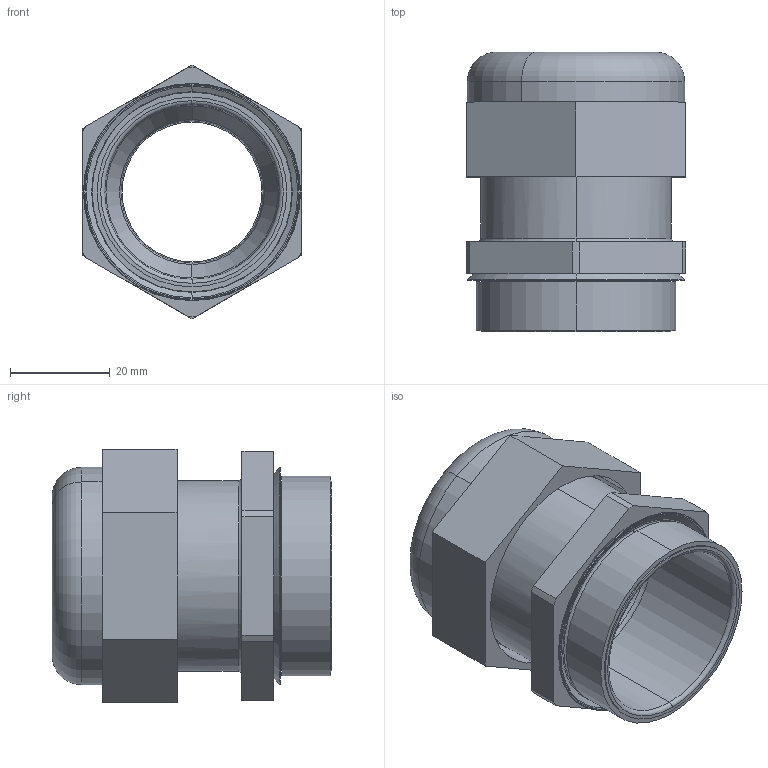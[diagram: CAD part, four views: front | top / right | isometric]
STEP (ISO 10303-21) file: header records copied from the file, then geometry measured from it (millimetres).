
FILE_DESCRIPTION (( 'STEP AP214' ), '1' );
FILE_NAME ('2022853.STP', '2018-01-03T14:43:39', ( '' ), ( '' ), 'SwSTEP 2.0', 'SolidWorks 2016', '' );
FILE_SCHEMA (( 'AUTOMOTIVE_DESIGN' ));
Length unit declared in the file: millimetre
Products named in the file (4): EV501_M40; 0006114_grafische Darstellung; 0006115_grafische Darstellung; 2022853
Assembly tree (3 placements, depth 2):
  2022853
    0006115_grafische Darstellung
    0006114_grafische Darstellung
    EV501_M40
Bounding box: 44 x 56 x 50.81 mm (x, y, z)
Volume: 29005.8 mm3; surface area: 25788 mm2
Topology: 3 solids, 3 shells, 363 faces, 975 edges, 625 vertices
Faces by surface type: plane 151, cylinder 96, torus 84, cone 32
Entity records: 12103 total; most frequent: CARTESIAN_POINT 3115, ORIENTED_EDGE 1950, DIRECTION 1810, EDGE_CURVE 975, AXIS2_PLACEMENT_3D 718, VERTEX_POINT 625, EDGE_LOOP 376, VECTOR 374
